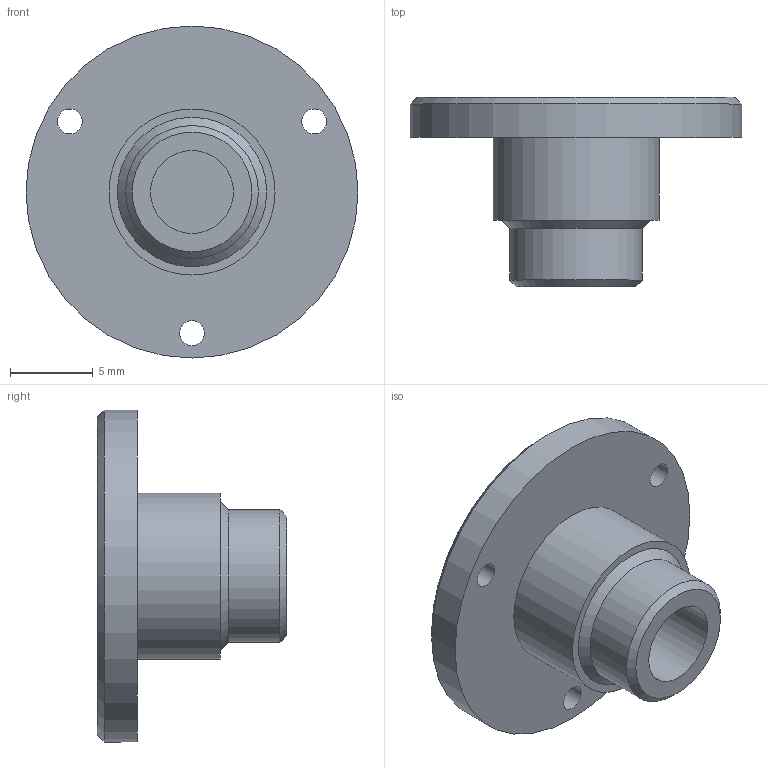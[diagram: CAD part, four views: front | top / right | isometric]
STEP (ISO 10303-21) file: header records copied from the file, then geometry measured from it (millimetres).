
FILE_DESCRIPTION(/* description */ (''),/* implementation_level */ '2;1');
FILE_NAME(/* name */ 'QC_Barrel.step',/* time_stamp */ '2020-12-19T12:18:11+01:00',/* author */ (''),/* organization */ (''),/* preprocessor_version */ 'ST-DEVELOPER v18.1',/* originating_system */ 'Autodesk Translation Framework v9.7.1.1290',/* authorisation */ '');
FILE_SCHEMA (('AUTOMOTIVE_DESIGN { 1 0 10303 214 3 1 1 }'));
Length unit declared in the file: millimetre
Products named in the file (2): QuickRelease; Barrel
Assembly tree (1 placements, depth 2):
  QuickRelease
    Barrel
Bounding box: 20 x 11.4 x 20 mm (x, y, z)
Volume: 1003.6 mm3; surface area: 1229.6 mm2
Topology: 1 solids, 1 shells, 32 faces, 67 edges, 41 vertices
Faces by surface type: plane 14, cylinder 11, cone 7
Full cylindrical faces by diameter (mm): 1.5 x3, 5 x1, 8 x1, 10 x1, 20 x1
Entity records: 921 total; most frequent: DIRECTION 162, CARTESIAN_POINT 155, ORIENTED_EDGE 134, EDGE_CURVE 67, AXIS2_PLACEMENT_3D 64, EDGE_LOOP 42, VERTEX_POINT 41, LINE 34
